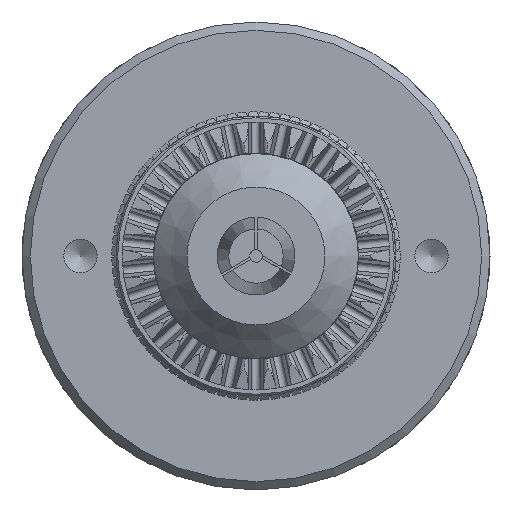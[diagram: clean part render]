
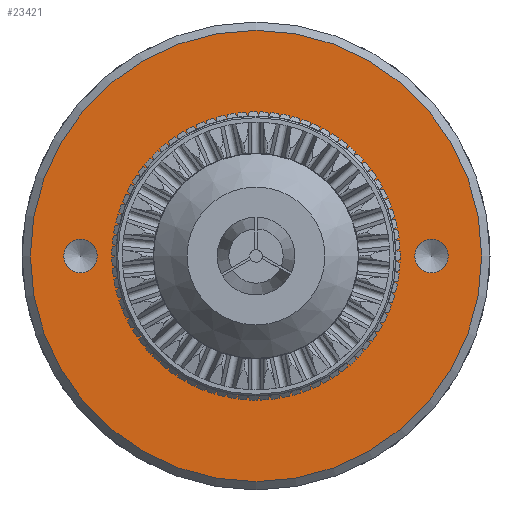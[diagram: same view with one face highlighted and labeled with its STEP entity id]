
A CAD part, left-side view. The second image highlights one B-rep face of the part: STEP entity #23421.
In plain terms, the highlighted planar face has unit normal (-1, 0, 0).
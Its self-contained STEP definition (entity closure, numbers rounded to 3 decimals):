
#2603=FACE_BOUND('',#8373,.T.);
#2604=FACE_BOUND('',#8374,.T.);
#2605=FACE_BOUND('',#8375,.T.);
#6979=FACE_OUTER_BOUND('',#8372,.T.);
#8372=EDGE_LOOP('',(#20844,#20845));
#8373=EDGE_LOOP('',(#20846,#20847));
#8374=EDGE_LOOP('',(#20848,#20849));
#8375=EDGE_LOOP('',(#20850,#20851));
#9469=CIRCLE('',#25893,2.);
#9470=CIRCLE('',#25894,2.);
#9473=CIRCLE('',#25899,2.);
#9474=CIRCLE('',#25900,2.);
#9479=CIRCLE('',#25907,10.5);
#9480=CIRCLE('',#25908,10.5);
#9481=CIRCLE('',#25910,27.);
#9482=CIRCLE('',#25911,27.);
#11324=VERTEX_POINT('',#41497);
#11325=VERTEX_POINT('',#41498);
#11329=VERTEX_POINT('',#41510);
#11330=VERTEX_POINT('',#41511);
#11335=VERTEX_POINT('',#41525);
#11336=VERTEX_POINT('',#41527);
#11337=VERTEX_POINT('',#41531);
#11338=VERTEX_POINT('',#41532);
#14532=EDGE_CURVE('',#11324,#11325,#9469,.T.);
#14533=EDGE_CURVE('',#11325,#11324,#9470,.T.);
#14538=EDGE_CURVE('',#11329,#11330,#9473,.T.);
#14539=EDGE_CURVE('',#11330,#11329,#9474,.T.);
#14546=EDGE_CURVE('',#11336,#11335,#9479,.T.);
#14547=EDGE_CURVE('',#11335,#11336,#9480,.T.);
#14548=EDGE_CURVE('',#11337,#11338,#9481,.T.);
#14549=EDGE_CURVE('',#11338,#11337,#9482,.T.);
#20844=ORIENTED_EDGE('',*,*,#14548,.F.);
#20845=ORIENTED_EDGE('',*,*,#14549,.F.);
#20846=ORIENTED_EDGE('',*,*,#14532,.T.);
#20847=ORIENTED_EDGE('',*,*,#14533,.T.);
#20848=ORIENTED_EDGE('',*,*,#14538,.T.);
#20849=ORIENTED_EDGE('',*,*,#14539,.T.);
#20850=ORIENTED_EDGE('',*,*,#14546,.T.);
#20851=ORIENTED_EDGE('',*,*,#14547,.T.);
#22085=PLANE('',#25909);
#23421=ADVANCED_FACE('',(#6979,#2603,#2604,#2605),#22085,.T.);
#25893=AXIS2_PLACEMENT_3D('',#41499,#31886,#31887);
#25894=AXIS2_PLACEMENT_3D('',#41500,#31888,#31889);
#25899=AXIS2_PLACEMENT_3D('',#41512,#31900,#31901);
#25900=AXIS2_PLACEMENT_3D('',#41513,#31902,#31903);
#25907=AXIS2_PLACEMENT_3D('',#41528,#31918,#31919);
#25908=AXIS2_PLACEMENT_3D('',#41529,#31920,#31921);
#25909=AXIS2_PLACEMENT_3D('',#41530,#31922,#31923);
#25910=AXIS2_PLACEMENT_3D('',#41533,#31924,#31925);
#25911=AXIS2_PLACEMENT_3D('',#41534,#31926,#31927);
#31886=DIRECTION('center_axis',(1.,0.,0.));
#31887=DIRECTION('ref_axis',(0.,0.,
-1.));
#31888=DIRECTION('center_axis',(1.,0.,0.));
#31889=DIRECTION('ref_axis',(0.,0.,
-1.));
#31900=DIRECTION('center_axis',(1.,0.,0.));
#31901=DIRECTION('ref_axis',(0.,0.,
-1.));
#31902=DIRECTION('center_axis',(1.,0.,0.));
#31903=DIRECTION('ref_axis',(0.,0.,
-1.));
#31918=DIRECTION('center_axis',(1.,0.,0.));
#31919=DIRECTION('ref_axis',(0.,-1.,0.));
#31920=DIRECTION('center_axis',(1.,0.,0.));
#31921=DIRECTION('ref_axis',(0.,-1.,0.));
#31922=DIRECTION('center_axis',(-1.,0.,0.));
#31923=DIRECTION('ref_axis',(0.,0.,
-1.));
#31924=DIRECTION('center_axis',(1.,0.,0.));
#31925=DIRECTION('ref_axis',(0.,-1.,0.));
#31926=DIRECTION('center_axis',(1.,0.,0.));
#31927=DIRECTION('ref_axis',(0.,-1.,0.));
#41497=CARTESIAN_POINT('',(-101.2,-21.,-2.));
#41498=CARTESIAN_POINT('',(-101.2,-21.,2.));
#41499=CARTESIAN_POINT('Origin',(-101.2,-21.,0.));
#41500=CARTESIAN_POINT('Origin',(-101.2,-21.,0.));
#41510=CARTESIAN_POINT('',(-101.2,21.,-2.));
#41511=CARTESIAN_POINT('',(-101.2,21.,2.));
#41512=CARTESIAN_POINT('Origin',(-101.2,21.,0.));
#41513=CARTESIAN_POINT('Origin',(-101.2,21.,0.));
#41525=CARTESIAN_POINT('',(-101.2,10.5,0.));
#41527=CARTESIAN_POINT('',(-101.2,-10.5,0.));
#41528=CARTESIAN_POINT('Origin',(-101.2,0.,0.));
#41529=CARTESIAN_POINT('Origin',(-101.2,0.,0.));
#41530=CARTESIAN_POINT('Origin',(-101.2,-18.75,0.));
#41531=CARTESIAN_POINT('',(-101.2,-27.,0.));
#41532=CARTESIAN_POINT('',(-101.2,27.,0.));
#41533=CARTESIAN_POINT('Origin',(-101.2,0.,0.));
#41534=CARTESIAN_POINT('Origin',(-101.2,0.,0.));
